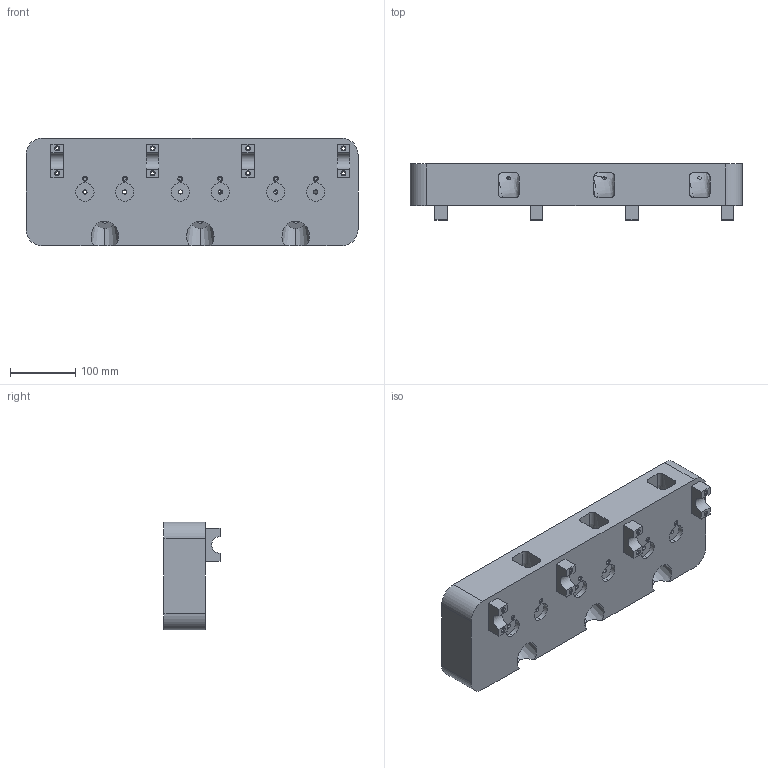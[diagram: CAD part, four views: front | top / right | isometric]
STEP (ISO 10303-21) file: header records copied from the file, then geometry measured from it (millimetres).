
FILE_DESCRIPTION (( 'STEP AP203' ), '1' );
FILE_NAME ('Cyclinder Head.STEP', '2025-07-26T06:15:14', ( '' ), ( '' ), 'SwSTEP 2.0', 'SolidWorks 2023', '' );
FILE_SCHEMA (( 'CONFIG_CONTROL_DESIGN' ));
Length unit declared in the file: millimetre
Products named in the file (1): Cyclinder Head
Bounding box: 508 x 85.73 x 165.1 mm (x, y, z)
Volume: 4318389.9 mm3; surface area: 352449.8 mm2
Topology: 1 solids, 1 shells, 180 faces, 479 edges, 322 vertices
Faces by surface type: cylinder 72, plane 48, cone 34, bspline 14, torus 12
Entity records: 8654 total; most frequent: CARTESIAN_POINT 3980, ORIENTED_EDGE 958, DIRECTION 955, EDGE_CURVE 479, AXIS2_PLACEMENT_3D 383, VERTEX_POINT 322, EDGE_LOOP 243, CIRCLE 216
